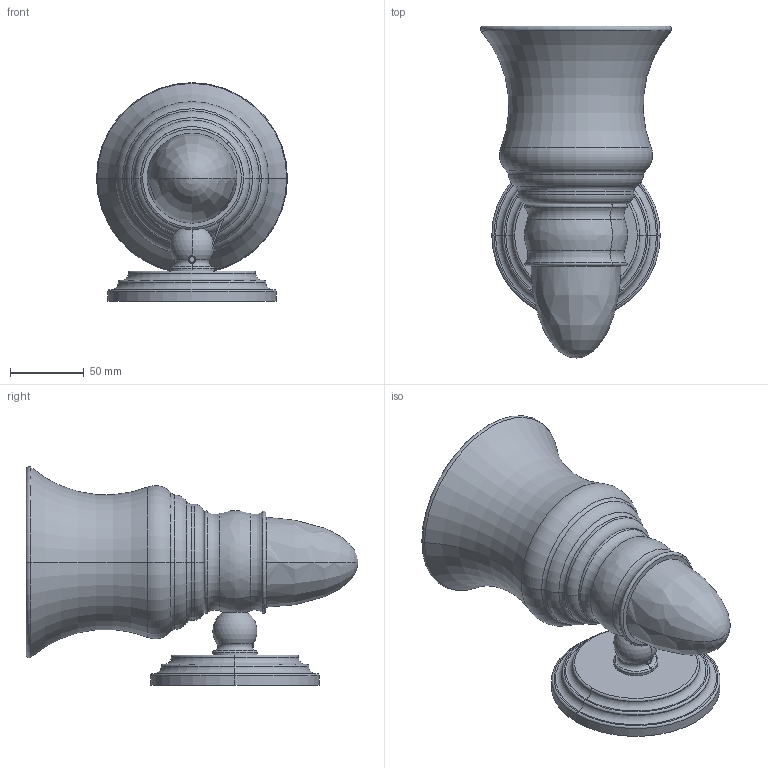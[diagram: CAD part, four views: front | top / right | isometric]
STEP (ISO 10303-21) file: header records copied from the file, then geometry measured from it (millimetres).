
FILE_DESCRIPTION((''),'2;1');
FILE_NAME('1181N_WEB','2010-08-31T',('project'),(''),'PRO/ENGINEER BY PARAMETRIC TECHNOLOGY CORPORATION, 2009300','PRO/ENGINEER BY PARAMETRIC TECHNOLOGY CORPORATION, 2009300','');
FILE_SCHEMA(('CONFIG_CONTROL_DESIGN'));
Length unit declared in the file: inch
Products named in the file (1): 1181N_WEB
Bounding box: 129.67 x 225.26 x 148.42 mm (x, y, z)
Surface area: 164586.4 mm2 (no closed solid volume)
Topology: 0 solids, 31 shells, 151 faces, 402 edges, 271 vertices
Faces by surface type: torus 56, cylinder 54, bspline 18, plane 14, sphere 6, revolution 2, cone 1
Entity records: 9462 total; most frequent: CARTESIAN_POINT 5892, DIRECTION 769, ORIENTED_EDGE 650, EDGE_CURVE 398, AXIS2_PLACEMENT_3D 343, VERTEX_POINT 271, CIRCLE 212, EDGE_LOOP 151
